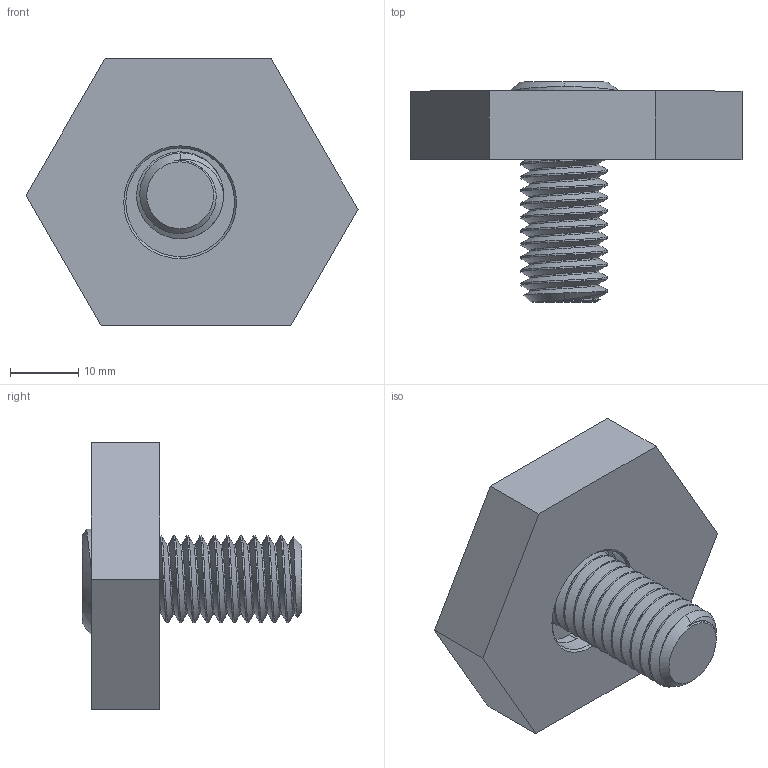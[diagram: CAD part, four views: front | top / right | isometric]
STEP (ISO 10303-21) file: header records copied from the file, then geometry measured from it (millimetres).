
FILE_DESCRIPTION (( 'STEP AP214' ), '1' );
FILE_NAME ('90120_Miteebite.STEP', '2021-10-20T20:01:51', ( '' ), ( '' ), 'SwSTEP 2.0', 'SolidWorks 2021', '' );
FILE_SCHEMA (( 'AUTOMOTIVE_DESIGN' ));
Length unit declared in the file: inch
Products named in the file (3): 901201_default; 90120_Miteebite; 10374_10374
Assembly tree (2 placements, depth 2):
  90120_Miteebite
    901201_default
    10374_10374
Bounding box: 48.5 x 32.13 x 39 mm (x, y, z)
Volume: 16038.4 mm3; surface area: 6849.8 mm2
Topology: 2 solids, 2 shells, 163 faces, 413 edges, 270 vertices
Faces by surface type: plane 73, bspline 43, cylinder 31, cone 14, sphere 2
Entity records: 9838 total; most frequent: CARTESIAN_POINT 6243, ORIENTED_EDGE 826, DIRECTION 539, EDGE_CURVE 413, VERTEX_POINT 270, LINE 231, VECTOR 231, EDGE_LOOP 181
